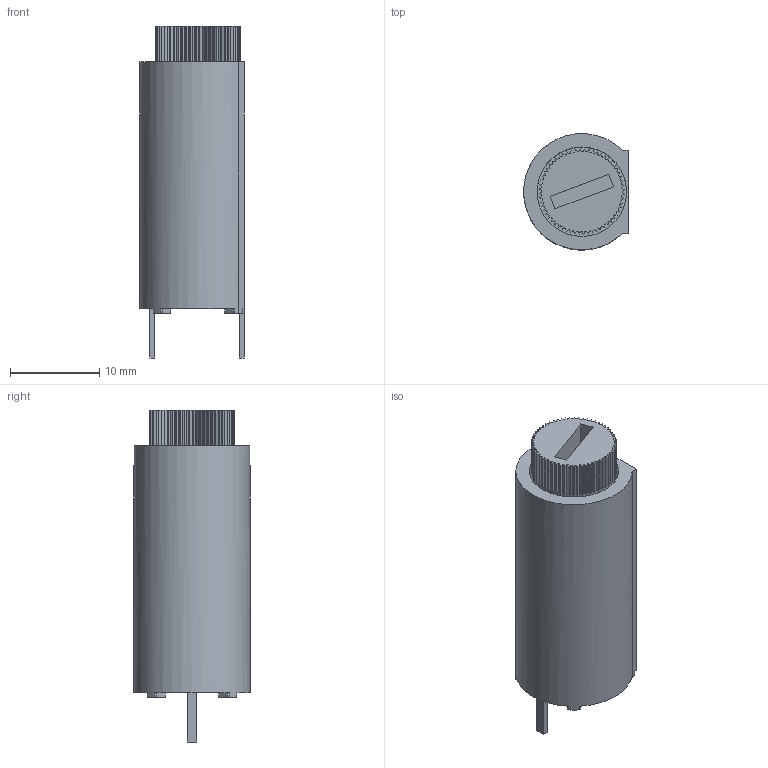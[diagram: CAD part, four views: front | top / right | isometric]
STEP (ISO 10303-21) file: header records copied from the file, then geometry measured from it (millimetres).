
FILE_DESCRIPTION(/* description */ ('STEP AP242','CAx-IF Rec.Pracs.---Representation and Presentation of Product Manufacturing Information (PMI)---4.0---2014-10-13','CAx-IF Rec.Pracs.---3D Tessellated Geometry---0.4---2014-09-14','2;1'),/* implementation_level */ '2;1');
FILE_NAME(/* name */ '67095252e07b11441dee12ce',/* time_stamp */ '2024-10-11T16:29:09Z',/* author */ (''),/* organization */ (''),/* preprocessor_version */ 'ST-DEVELOPER v20',/* originating_system */ ' ',/* authorisation */ ' ');
FILE_SCHEMA (('AP242_MANAGED_MODEL_BASED_3D_ENGINEERING_MIM_LF { 1 0 10303 442 1 1 4 }'));
Length unit declared in the file: metre
Products named in the file (2): Tapa porta fusible PTF45; Portafusibles PTF45
Bounding box: 11.7 x 13 x 37.1 mm (x, y, z)
Volume: 2142 mm3; surface area: 3339.9 mm2
Topology: 2 solids, 2 shells, 232 faces, 669 edges, 446 vertices
Faces by surface type: plane 228, cylinder 4
Full cylindrical faces by diameter (mm): 7 x1, 9 x1, 10 x1
Entity records: 7680 total; most frequent: CARTESIAN_POINT 1344, ORIENTED_EDGE 1330, DIRECTION 1266, EDGE_CURVE 665, LINE 532, VECTOR 532, VERTEX_POINT 445, AXIS2_PLACEMENT_3D 367
